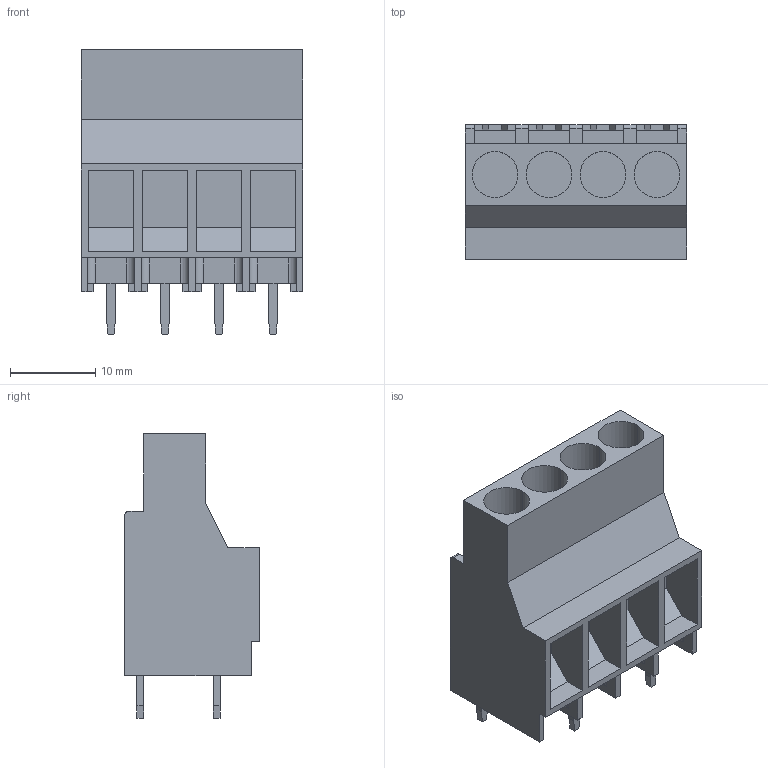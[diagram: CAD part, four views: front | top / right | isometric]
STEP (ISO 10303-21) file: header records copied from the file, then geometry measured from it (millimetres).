
FILE_DESCRIPTION(('CATIA V5 STEP Exchange','CAx-IF Rec.Pracs.--- Model Styling and Organization---1.2---2011-12-15'),'2;1');
FILE_NAME ('D1451349_0_1356850000_1356850000.stp','2018-09-11T06:04:41+00:00',('none'),('Weidmueller'),'CATIA Version 5-6 Release 2014','CATIA V5 STEP AP214','none');
FILE_SCHEMA(('AUTOMOTIVE_DESIGN { 1 0 10303 214 1 1 1 1 }'));
Length unit declared in the file: millimetre
Products named in the file (1): 1356850000
Bounding box: 26 x 15.85 x 33.5 mm (x, y, z)
Volume: 7000.6 mm3; surface area: 4260.3 mm2
Topology: 5 solids, 5 shells, 174 faces, 468 edges, 312 vertices
Faces by surface type: plane 153, cylinder 21
Entity records: 5032 total; most frequent: ORIENTED_EDGE 936, CARTESIAN_POINT 890, DIRECTION 686, EDGE_CURVE 468, VECTOR 426, LINE 426, VERTEX_POINT 312, EDGE_LOOP 182
